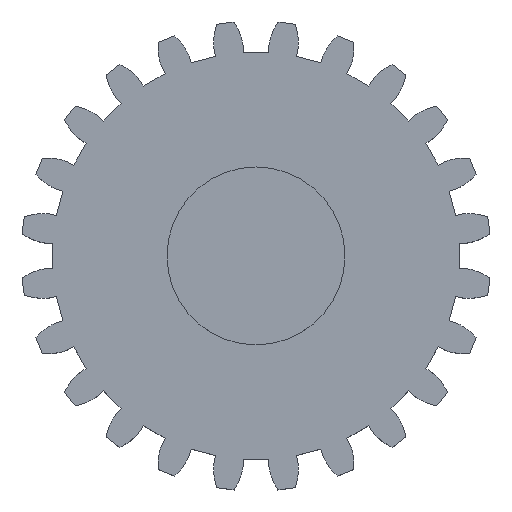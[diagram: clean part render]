
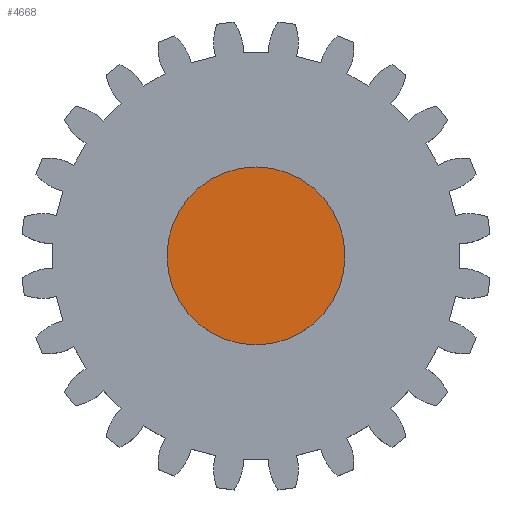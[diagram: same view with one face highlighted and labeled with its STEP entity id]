
A CAD part, top view. The second image highlights one B-rep face of the part: STEP entity #4668.
In plain terms, the highlighted face is planar.
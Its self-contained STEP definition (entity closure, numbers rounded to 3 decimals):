
#3391 = CARTESIAN_POINT ( 'NONE',  ( 0., 0., -1.3 ) ) ;
#4668 = ADVANCED_FACE ( 'NONE', ( #9158 ), #5401, .T. ) ;
#4859 = CARTESIAN_POINT ( 'NONE',  ( -4.825, 0., -1.3 ) ) ;
#4935 = DIRECTION ( 'NONE',  ( -1., 0., 0. ) ) ;
#4975 = DIRECTION ( 'NONE',  ( -1., 0., 0. ) ) ;
#5019 = DIRECTION ( 'NONE',  ( 0., 0., -1. ) ) ;
#5401 = PLANE ( 'NONE',  #11246 ) ;
#6256 = CARTESIAN_POINT ( 'NONE',  ( 0., 0., -1.3 ) ) ;
#6812 = CARTESIAN_POINT ( 'NONE',  ( 0., 0., -1.3 ) ) ;
#8278 = DIRECTION ( 'NONE',  ( -1., 0., 0. ) ) ;
#8333 = VERTEX_POINT ( 'NONE', #4859 ) ;
#9158 = FACE_OUTER_BOUND ( 'NONE', #9220, .T. ) ;
#9220 = EDGE_LOOP ( 'NONE', ( #17655, #12901 ) ) ;
#9441 = CIRCLE ( 'NONE', #17950, 4.825 ) ;
#11246 = AXIS2_PLACEMENT_3D ( 'NONE', #6256, #5019, #4975 ) ;
#11744 = CARTESIAN_POINT ( 'NONE',  ( 4.825, 0., -1.3 ) ) ;
#12901 = ORIENTED_EDGE ( 'NONE', *, *, #13725, .T. ) ;
#13001 = VERTEX_POINT ( 'NONE', #11744 ) ;
#13516 = CIRCLE ( 'NONE', #18835, 4.825 ) ;
#13725 = EDGE_CURVE ( 'NONE', #13001, #8333, #13516, .T. ) ;
#13880 = DIRECTION ( 'NONE',  ( 0., 0., -1. ) ) ;
#16238 = EDGE_CURVE ( 'NONE', #8333, #13001, #9441, .T. ) ;
#17129 = DIRECTION ( 'NONE',  ( 0., 0., -1. ) ) ;
#17655 = ORIENTED_EDGE ( 'NONE', *, *, #16238, .T. ) ;
#17950 = AXIS2_PLACEMENT_3D ( 'NONE', #6812, #17129, #8278 ) ;
#18835 = AXIS2_PLACEMENT_3D ( 'NONE', #3391, #13880, #4935 ) ;
